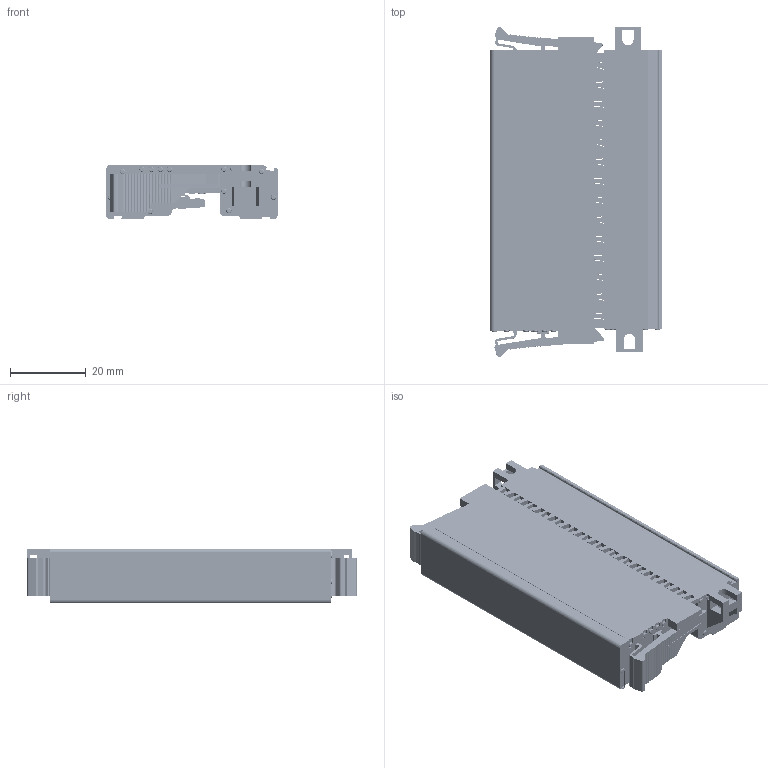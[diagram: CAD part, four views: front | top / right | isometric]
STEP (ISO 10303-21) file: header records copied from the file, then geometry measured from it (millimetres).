
FILE_DESCRIPTION(/* description */ ('Unknown'),/* implementation_level */ '2;1');
FILE_NAME(/* name */ 'DPSC5.08PMV-14W_3D_SOLID',/* time_stamp */ '2025-03-04T10:30:09+05:00',/* author */ ('Unknown'),/* organization */ ('Unknown'),/* preprocessor_version */ 'ST-DEVELOPER v16.7',/* originating_system */ 'Solid Edge',/* authorisation */ 'Unknown');
FILE_SCHEMA (('AUTOMOTIVE_DESIGN {1 0 10303 214 3 1 1}'));
Products named in the file (1): DPSC5.08PMV-14W_3D_SOLID
Bounding box: 45.15 x 86.91 x 14.5 mm (x, y, z)
Volume: 38582.9 mm3; surface area: 27128.6 mm2
Topology: 1 solids, 199 shells, 7281 faces, 19524 edges, 12872 vertices
Faces by surface type: plane 4677, cylinder 1462, bspline 771, cone 212, torus 129, sphere 30
Full cylindrical faces by diameter (mm): 0.8 x85, 1.2 x4, 1.3 x176, 1.5 x34, 2.8 x14, 3.7 x14
Entity records: 297841 total; most frequent: CARTESIAN_POINT 73428, ORIENTED_EDGE 36788, DIRECTION 32600, EDGE_CURVE 18394, LINE 12752, VECTOR 12752, VERTEX_POINT 12470, AXIS2_PLACEMENT_3D 9924
